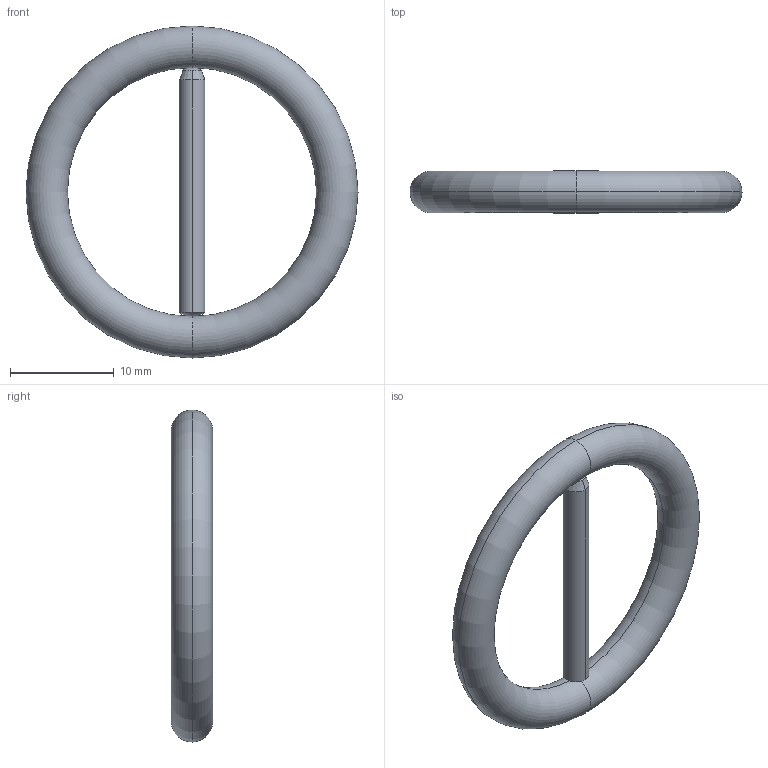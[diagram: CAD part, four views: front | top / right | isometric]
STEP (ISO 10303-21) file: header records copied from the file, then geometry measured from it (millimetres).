
FILE_DESCRIPTION((''),'2;1');
FILE_NAME('4027041515_ASM','2023-08-10T12:49:42',('a00528554'),(''),'CREO PARAMETRIC BY PTC INC, 2022414','CREO PARAMETRIC BY PTC INC, 2022414','');
FILE_SCHEMA(('CONFIG_CONTROL_DESIGN','GEOMETRIC_VALIDATION_PROPERTIES_MIM'));
Length unit declared in the file: millimetre
Products named in the file (3): 4027139901; 4027041781; 4027041515_ASM
Assembly tree (2 placements, depth 2):
  4027041515_ASM
    4027139901
    4027041781
Bounding box: 32 x 4 x 32 mm (x, y, z)
Volume: 1220.2 mm3; surface area: 1296.3 mm2
Topology: 2 solids, 2 shells, 12 faces, 26 edges, 16 vertices
Faces by surface type: torus 4, sphere 4, cone 2, cylinder 2
Entity records: 573 total; most frequent: DIRECTION 82, CARTESIAN_POINT 66, ORIENTED_EDGE 52, COLOUR_RGB 44, AXIS2_PLACEMENT_3D 39, EDGE_CURVE 26, CIRCLE 22, PROPERTY_DEFINITION 19
